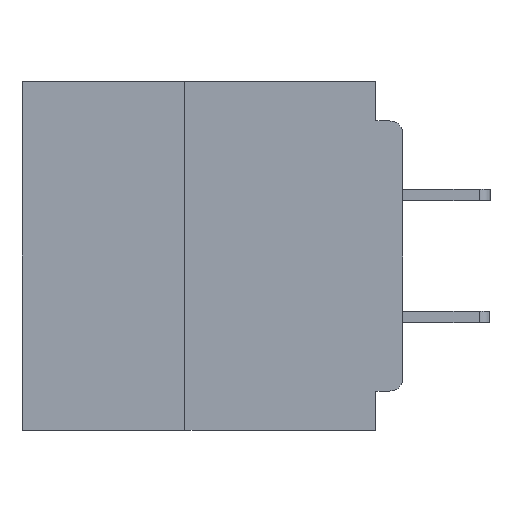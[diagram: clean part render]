
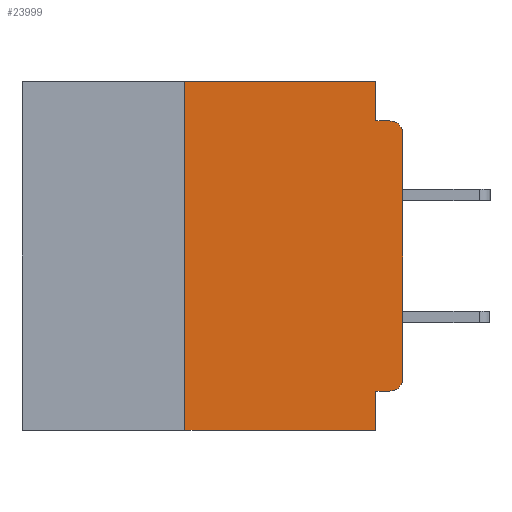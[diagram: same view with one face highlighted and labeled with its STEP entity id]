
A CAD part, left-side view. The second image highlights one B-rep face of the part: STEP entity #23999.
In plain terms, the highlighted planar face has unit normal (-1, 0, 0).
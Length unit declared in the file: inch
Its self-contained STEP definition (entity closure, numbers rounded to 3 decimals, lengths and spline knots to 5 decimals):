
#26 = DIRECTION ( 'NONE',  ( 0., 0., 1. ) ) ;
#455 = EDGE_CURVE ( 'NONE', #11542, #6935, #12293, .T. ) ;
#490 = VERTEX_POINT ( 'NONE', #33840 ) ;
#831 = CARTESIAN_POINT ( 'NONE',  ( 0., 0.25, 0. ) ) ;
#860 = LINE ( 'NONE', #43677, #17903 ) ;
#867 = ORIENTED_EDGE ( 'NONE', *, *, #23845, .F. ) ;
#1965 = EDGE_CURVE ( 'NONE', #11542, #35920, #19532, .T. ) ;
#3535 = CIRCLE ( 'NONE', #27114, 0.015 ) ;
#3552 = CARTESIAN_POINT ( 'NONE',  ( 0., 0.015, -0.34 ) ) ;
#6047 = LINE ( 'NONE', #41316, #39761 ) ;
#6935 = VERTEX_POINT ( 'NONE', #831 ) ;
#7013 = DIRECTION ( 'NONE',  ( 0., 0., -1. ) ) ;
#8734 = CARTESIAN_POINT ( 'NONE',  ( 0., 0.031, -0.045 ) ) ;
#9697 = VECTOR ( 'NONE', #10749, 39.37008 ) ;
#9746 = EDGE_CURVE ( 'NONE', #28793, #32829, #860, .T. ) ;
#10552 = VECTOR ( 'NONE', #23515, 39.37008 ) ;
#10713 = CARTESIAN_POINT ( 'NONE',  ( 0., 0.031, -0.4 ) ) ;
#10749 = DIRECTION ( 'NONE',  ( 0., -1., 0. ) ) ;
#11542 = VERTEX_POINT ( 'NONE', #19131 ) ;
#11588 = CARTESIAN_POINT ( 'NONE',  ( 0., 0.015, -0.06 ) ) ;
#12293 = LINE ( 'NONE', #34445, #29204 ) ;
#12900 = VERTEX_POINT ( 'NONE', #19605 ) ;
#13877 = CARTESIAN_POINT ( 'NONE',  ( 0., 0.031, 0. ) ) ;
#14138 = ORIENTED_EDGE ( 'NONE', *, *, #38939, .F. ) ;
#14996 = DIRECTION ( 'NONE',  ( 0., 0., -1. ) ) ;
#15652 = CARTESIAN_POINT ( 'NONE',  ( 0., 0., -0.06 ) ) ;
#16057 = ORIENTED_EDGE ( 'NONE', *, *, #9746, .T. ) ;
#16154 = DIRECTION ( 'NONE',  ( 1., 0., 0. ) ) ;
#16370 = LINE ( 'NONE', #29618, #41038 ) ;
#16447 = ORIENTED_EDGE ( 'NONE', *, *, #36074, .T. ) ;
#17849 = DIRECTION ( 'NONE',  ( 0., 1., 0. ) ) ;
#17903 = VECTOR ( 'NONE', #26, 39.37008 ) ;
#18353 = CIRCLE ( 'NONE', #28407, 0.015 ) ;
#19131 = CARTESIAN_POINT ( 'NONE',  ( 0., 0.25, -0.4 ) ) ;
#19532 = LINE ( 'NONE', #22781, #10552 ) ;
#19605 = CARTESIAN_POINT ( 'NONE',  ( 0., 0.015, -0.355 ) ) ;
#19641 = DIRECTION ( 'NONE',  ( 0., -1., 0. ) ) ;
#20093 = ORIENTED_EDGE ( 'NONE', *, *, #30303, .T. ) ;
#22705 = PLANE ( 'NONE',  #36434 ) ;
#22781 = CARTESIAN_POINT ( 'NONE',  ( 0., 0.437, -0.4 ) ) ;
#22786 = LINE ( 'NONE', #28761, #39504 ) ;
#23306 = FACE_OUTER_BOUND ( 'NONE', #34041, .T. ) ;
#23515 = DIRECTION ( 'NONE',  ( 0., -1., 0. ) ) ;
#23845 = EDGE_CURVE ( 'NONE', #33471, #25030, #22786, .T. ) ;
#23998 = EDGE_CURVE ( 'NONE', #29761, #35920, #16370, .T. ) ;
#23999 = ADVANCED_FACE ( 'NONE', ( #23306 ), #22705, .F. ) ;
#24330 = ORIENTED_EDGE ( 'NONE', *, *, #27275, .F. ) ;
#25030 = VERTEX_POINT ( 'NONE', #8734 ) ;
#26295 = CARTESIAN_POINT ( 'NONE',  ( 0., 0., -0.045 ) ) ;
#26637 = LINE ( 'NONE', #30959, #9697 ) ;
#27114 = AXIS2_PLACEMENT_3D ( 'NONE', #3552, #27306, #7013 ) ;
#27275 = EDGE_CURVE ( 'NONE', #12900, #29761, #6047, .T. ) ;
#27306 = DIRECTION ( 'NONE',  ( -1., 0., 0. ) ) ;
#28407 = AXIS2_PLACEMENT_3D ( 'NONE', #11588, #35133, #14996 ) ;
#28761 = CARTESIAN_POINT ( 'NONE',  ( 0., 0.031, 0. ) ) ;
#28793 = VERTEX_POINT ( 'NONE', #39231 ) ;
#29204 = VECTOR ( 'NONE', #34397, 39.37008 ) ;
#29618 = CARTESIAN_POINT ( 'NONE',  ( 0., 0.031, -0.4 ) ) ;
#29761 = VERTEX_POINT ( 'NONE', #37709 ) ;
#30303 = EDGE_CURVE ( 'NONE', #12900, #28793, #3535, .T. ) ;
#30959 = CARTESIAN_POINT ( 'NONE',  ( 0., 0.437, 0. ) ) ;
#31952 = ORIENTED_EDGE ( 'NONE', *, *, #23998, .F. ) ;
#32095 = DIRECTION ( 'NONE',  ( 0., 0., -1. ) ) ;
#32829 = VERTEX_POINT ( 'NONE', #15652 ) ;
#32961 = DIRECTION ( 'NONE',  ( 0., 0., -1. ) ) ;
#33170 = EDGE_CURVE ( 'NONE', #6935, #33471, #26637, .T. ) ;
#33471 = VERTEX_POINT ( 'NONE', #13877 ) ;
#33840 = CARTESIAN_POINT ( 'NONE',  ( 0., 0.015, -0.045 ) ) ;
#34008 = ORIENTED_EDGE ( 'NONE', *, *, #33170, .F. ) ;
#34041 = EDGE_LOOP ( 'NONE', ( #16057, #16447, #14138, #867, #34008, #37292, #40338, #31952, #24330, #20093 ) ) ;
#34397 = DIRECTION ( 'NONE',  ( 0., 0., 1. ) ) ;
#34445 = CARTESIAN_POINT ( 'NONE',  ( 0., 0.25, -0.4 ) ) ;
#35133 = DIRECTION ( 'NONE',  ( -1., 0., 0. ) ) ;
#35920 = VERTEX_POINT ( 'NONE', #10713 ) ;
#36074 = EDGE_CURVE ( 'NONE', #32829, #490, #18353, .T. ) ;
#36288 = CARTESIAN_POINT ( 'NONE',  ( 0., 0.437, 0. ) ) ;
#36434 = AXIS2_PLACEMENT_3D ( 'NONE', #36288, #16154, #39636 ) ;
#37292 = ORIENTED_EDGE ( 'NONE', *, *, #455, .F. ) ;
#37709 = CARTESIAN_POINT ( 'NONE',  ( 0., 0.031, -0.355 ) ) ;
#38939 = EDGE_CURVE ( 'NONE', #25030, #490, #41095, .T. ) ;
#39026 = VECTOR ( 'NONE', #19641, 39.37008 ) ;
#39231 = CARTESIAN_POINT ( 'NONE',  ( 0., 0., -0.34 ) ) ;
#39504 = VECTOR ( 'NONE', #32095, 39.37008 ) ;
#39636 = DIRECTION ( 'NONE',  ( 0., 0., -1. ) ) ;
#39761 = VECTOR ( 'NONE', #17849, 39.37008 ) ;
#40338 = ORIENTED_EDGE ( 'NONE', *, *, #1965, .T. ) ;
#41038 = VECTOR ( 'NONE', #32961, 39.37008 ) ;
#41095 = LINE ( 'NONE', #26295, #39026 ) ;
#41316 = CARTESIAN_POINT ( 'NONE',  ( 0., 0., -0.355 ) ) ;
#43677 = CARTESIAN_POINT ( 'NONE',  ( 0., 0., 0. ) ) ;
